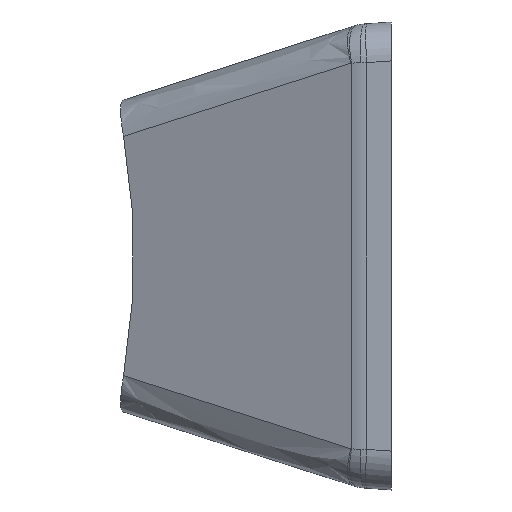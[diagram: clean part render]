
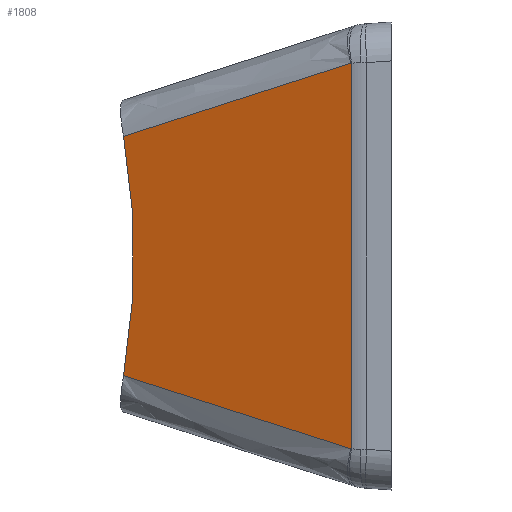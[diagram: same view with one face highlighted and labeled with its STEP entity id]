
A CAD part, left-side view. The second image highlights one B-rep face of the part: STEP entity #1808.
In plain terms, the highlighted planar face has unit normal (-0.934, 0.358, 0).
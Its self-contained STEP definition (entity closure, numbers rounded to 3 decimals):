
#23=ELLIPSE('',#1932,0.535,0.5);
#26=ELLIPSE('',#1944,0.535,0.5);
#27=ELLIPSE('',#1953,25.366,25.);
#98=PLANE('',#1952);
#171=FACE_OUTER_BOUND('',#278,.T.);
#278=EDGE_LOOP('',(#1308,#1309,#1310,#1311,#1312,#1313));
#393=LINE('',#2924,#534);
#534=VECTOR('',#2198,10.);
#698=B_SPLINE_CURVE_WITH_KNOTS('',3,(#3032,#3033,#3034,#3035),
 .UNSPECIFIED.,.F.,.F.,(4,4),(-0.991,-0.013),
 .UNSPECIFIED.);
#700=B_SPLINE_CURVE_WITH_KNOTS('',3,(#3087,#3088,#3089,#3090),
 .UNSPECIFIED.,.F.,.F.,(4,4),(0.013,0.991),
 .UNSPECIFIED.);
#766=VERTEX_POINT('',#2762);
#768=VERTEX_POINT('',#2765);
#775=VERTEX_POINT('',#2841);
#777=VERTEX_POINT('',#2845);
#785=VERTEX_POINT('',#3031);
#786=VERTEX_POINT('',#3086);
#955=EDGE_CURVE('',#766,#768,#23,.T.);
#967=EDGE_CURVE('',#777,#775,#26,.T.);
#977=EDGE_CURVE('',#775,#766,#393,.T.);
#985=EDGE_CURVE('',#768,#785,#698,.T.);
#987=EDGE_CURVE('',#786,#777,#700,.T.);
#988=EDGE_CURVE('',#786,#785,#27,.T.);
#1308=ORIENTED_EDGE('',*,*,#955,.F.);
#1309=ORIENTED_EDGE('',*,*,#977,.F.);
#1310=ORIENTED_EDGE('',*,*,#967,.F.);
#1311=ORIENTED_EDGE('',*,*,#987,.F.);
#1312=ORIENTED_EDGE('',*,*,#988,.T.);
#1313=ORIENTED_EDGE('',*,*,#985,.F.);
#1808=ADVANCED_FACE('',(#171),#98,.T.);
#1932=AXIS2_PLACEMENT_3D('',#2766,#2157,#2158);
#1944=AXIS2_PLACEMENT_3D('',#2847,#2181,#2182);
#1952=AXIS2_PLACEMENT_3D('',#3085,#2200,#2201);
#1953=AXIS2_PLACEMENT_3D('',#3091,#2202,#2203);
#2157=DIRECTION('center_axis',(0.934,-0.358,0.));
#2158=DIRECTION('ref_axis',(0.358,0.934,-0.001));
#2181=DIRECTION('center_axis',(0.934,-0.358,0.));
#2182=DIRECTION('ref_axis',(0.358,0.934,0.001));
#2198=DIRECTION('',(0.,0.,-1.));
#2200=DIRECTION('center_axis',(-0.934,0.358,0.));
#2201=DIRECTION('ref_axis',(0.,0.,1.));
#2202=DIRECTION('center_axis',(0.934,-0.358,0.));
#2203=DIRECTION('ref_axis',(0.358,0.934,0.));
#2762=CARTESIAN_POINT('',(-8.806,1.526,-7.42));
#2765=CARTESIAN_POINT('',(-8.794,1.557,-7.411));
#2766=CARTESIAN_POINT('Origin',(-8.852,1.405,-6.934));
#2841=CARTESIAN_POINT('',(-8.806,1.526,7.42));
#2845=CARTESIAN_POINT('',(-8.794,1.557,7.411));
#2847=CARTESIAN_POINT('Origin',(-8.852,1.405,6.934));
#2924=CARTESIAN_POINT('',(-8.806,1.526,3.));
#3031=CARTESIAN_POINT('',(-5.437,10.303,-4.602));
#3032=CARTESIAN_POINT('Ctrl Pts',(-8.794,1.557,-7.411));
#3033=CARTESIAN_POINT('Ctrl Pts',(-7.674,4.474,-6.479));
#3034=CARTESIAN_POINT('Ctrl Pts',(-6.555,7.389,-5.544));
#3035=CARTESIAN_POINT('Ctrl Pts',(-5.437,10.303,-4.602));
#3085=CARTESIAN_POINT('Origin',(-5.326,10.59,6.));
#3086=CARTESIAN_POINT('',(-5.437,10.303,4.602));
#3087=CARTESIAN_POINT('Ctrl Pts',(-5.437,10.303,4.602));
#3088=CARTESIAN_POINT('Ctrl Pts',(-6.555,7.389,5.544));
#3089=CARTESIAN_POINT('Ctrl Pts',(-7.674,4.474,6.479));
#3090=CARTESIAN_POINT('Ctrl Pts',(-8.794,1.557,7.411));
#3091=CARTESIAN_POINT('Origin',(3.499,33.58,0.));
